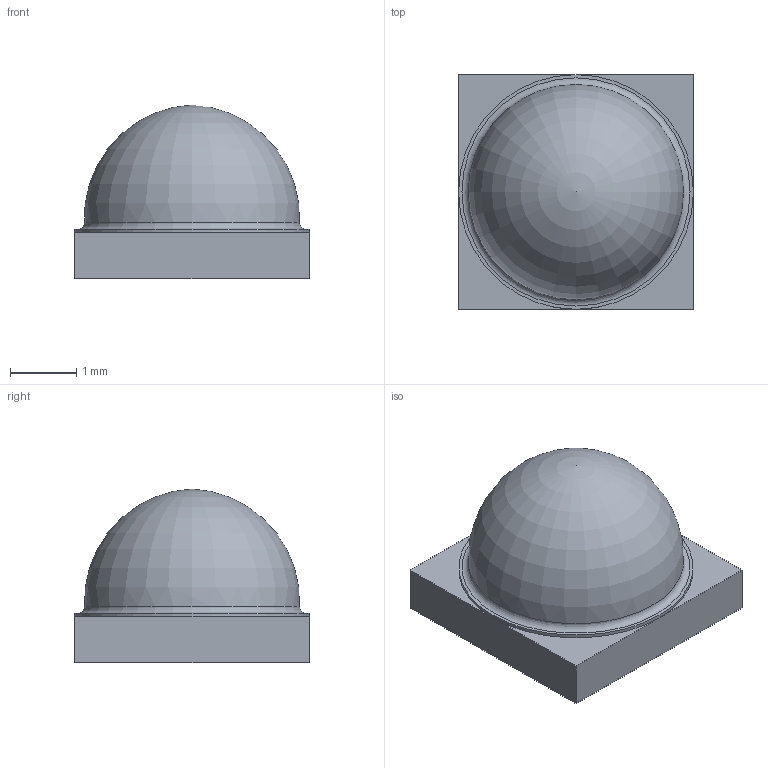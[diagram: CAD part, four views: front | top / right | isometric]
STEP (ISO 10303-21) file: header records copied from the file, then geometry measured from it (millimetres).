
FILE_DESCRIPTION(/* description */ ('Unknown'),/* implementation_level */ '2;1');
FILE_NAME(/* name */ 'WL-SIQW_3535',/* time_stamp */ '2020-05-18T12:09:48+02:00',/* author */ ('Unknown'),/* organization */ ('Unknown'),/* preprocessor_version */ 'ST-DEVELOPER v16.7',/* originating_system */ 'DEX',/* authorisation */ $);
FILE_SCHEMA (('AUTOMOTIVE_DESIGN {1 0 10303 214 3 1 1}'));
Length unit declared in the file: millimetre
Products named in the file (4): WL-SIQW_3535; Body; Pad; Dome
Assembly tree (3 placements, depth 2):
  WL-SIQW_3535
    Body
    Pad
    Dome
Bounding box: 3.55 x 3.55 x 2.63 mm (x, y, z)
Volume: 19 mm3; surface area: 83.1 mm2
Topology: 5 solids, 5 shells, 83 faces, 196 edges, 130 vertices
Faces by surface type: plane 51, cylinder 28, bspline 2, torus 2
Full cylindrical faces by diameter (mm): 0.025 x2, 0.15 x2, 3 x1, 3.55 x1
Entity records: 3026 total; most frequent: CARTESIAN_POINT 650, DIRECTION 414, ORIENTED_EDGE 368, EDGE_CURVE 184, AXIS2_PLACEMENT_3D 145, VERTEX_POINT 129, LINE 124, VECTOR 124
